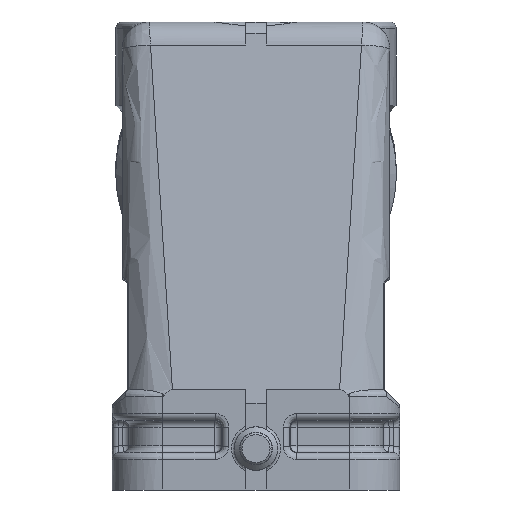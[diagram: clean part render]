
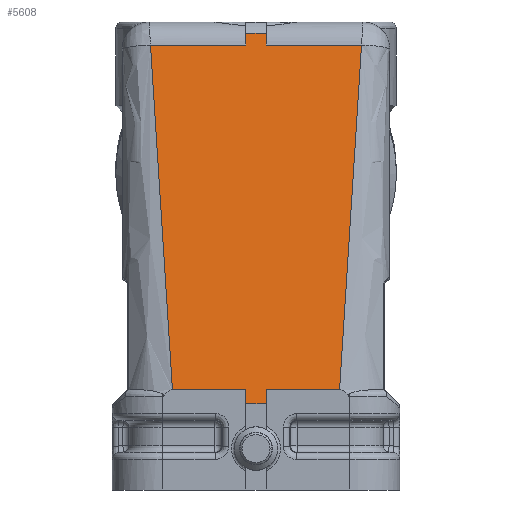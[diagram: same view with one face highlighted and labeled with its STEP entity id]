
A CAD part, left-side view. The second image highlights one B-rep face of the part: STEP entity #5608.
In plain terms, the highlighted planar face has unit normal (-0.99, 0, 0.139).
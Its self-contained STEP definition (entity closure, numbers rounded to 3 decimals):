
#5608=ADVANCED_FACE('',(#6365),#5856,.T.);
#5856=PLANE('',#14841);
#6365=FACE_OUTER_BOUND('',#6965,.T.);
#6965=EDGE_LOOP('',(#11262,#11263,#11264,#11265,#11266,#11267,#11268,#11269,
#11270,#11271,#11272,#11273));
#7079=LINE('',#17481,#7771);
#7087=LINE('',#17553,#7779);
#7108=LINE('',#17735,#7800);
#7118=LINE('',#17814,#7810);
#7688=LINE('',#25524,#8438);
#7689=LINE('',#25531,#8439);
#7690=LINE('',#25534,#8440);
#7691=LINE('',#25536,#8441);
#7692=LINE('',#25538,#8442);
#7693=LINE('',#25539,#8443);
#7694=LINE('',#25540,#8444);
#7695=LINE('',#25542,#8445);
#7771=VECTOR('',#15000,1.);
#7779=VECTOR('',#15024,1.);
#7800=VECTOR('',#15067,1.);
#7810=VECTOR('',#15081,1.);
#8438=VECTOR('',#17097,1.);
#8439=VECTOR('',#17098,1.);
#8440=VECTOR('',#17099,1.);
#8441=VECTOR('',#17100,1.);
#8442=VECTOR('',#17101,1.);
#8443=VECTOR('',#17102,1.);
#8444=VECTOR('',#17103,1.);
#8445=VECTOR('',#17104,1.);
#11262=ORIENTED_EDGE('',*,*,#13892,.T.);
#11263=ORIENTED_EDGE('',*,*,#13893,.F.);
#11264=ORIENTED_EDGE('',*,*,#13894,.T.);
#11265=ORIENTED_EDGE('',*,*,#13895,.T.);
#11266=ORIENTED_EDGE('',*,*,#12692,.T.);
#11267=ORIENTED_EDGE('',*,*,#13891,.T.);
#11268=ORIENTED_EDGE('',*,*,#12677,.T.);
#11269=ORIENTED_EDGE('',*,*,#12640,.T.);
#11270=ORIENTED_EDGE('',*,*,#13896,.T.);
#11271=ORIENTED_EDGE('',*,*,#12624,.F.);
#11272=ORIENTED_EDGE('',*,*,#13897,.T.);
#11273=ORIENTED_EDGE('',*,*,#13898,.T.);
#11725=VERTEX_POINT('',#17482);
#11726=VERTEX_POINT('',#17483);
#11741=VERTEX_POINT('',#17552);
#11742=VERTEX_POINT('',#17554);
#11774=VERTEX_POINT('',#17736);
#11787=VERTEX_POINT('',#17813);
#11788=VERTEX_POINT('',#17815);
#12528=VERTEX_POINT('',#25532);
#12529=VERTEX_POINT('',#25533);
#12530=VERTEX_POINT('',#25535);
#12531=VERTEX_POINT('',#25537);
#12532=VERTEX_POINT('',#25541);
#12624=EDGE_CURVE('',#11725,#11726,#7079,.T.);
#12640=EDGE_CURVE('',#11742,#11741,#7087,.T.);
#12677=EDGE_CURVE('',#11774,#11742,#7108,.T.);
#12692=EDGE_CURVE('',#11788,#11787,#7118,.T.);
#13891=EDGE_CURVE('',#11787,#11774,#7688,.T.);
#13892=EDGE_CURVE('',#12528,#12529,#7689,.T.);
#13893=EDGE_CURVE('',#12530,#12529,#7690,.T.);
#13894=EDGE_CURVE('',#12530,#12531,#7691,.T.);
#13895=EDGE_CURVE('',#12531,#11788,#7692,.T.);
#13896=EDGE_CURVE('',#11741,#11726,#7693,.T.);
#13897=EDGE_CURVE('',#11725,#12532,#7694,.T.);
#13898=EDGE_CURVE('',#12532,#12528,#7695,.T.);
#14841=AXIS2_PLACEMENT_3D('',#25543,#17105,#17106);
#15000=DIRECTION('',(0.139,0.,0.99));
#15024=DIRECTION('',(0.139,0.,0.99));
#15067=DIRECTION('',(0.,1.,0.));
#15081=DIRECTION('',(0.,-1.,0.));
#17097=DIRECTION('',(0.139,-0.063,0.988));
#17098=DIRECTION('',(0.,-1.,0.));
#17099=DIRECTION('',(0.139,0.,0.99));
#17100=DIRECTION('',(0.,-1.,0.));
#17101=DIRECTION('',(0.139,0.,0.99));
#17102=DIRECTION('',(0.,1.,0.));
#17103=DIRECTION('',(0.,1.,0.));
#17104=DIRECTION('',(-0.139,-0.063,-0.988));
#17105=DIRECTION('',(-0.99,0.,0.139));
#17106=DIRECTION('',(-0.139,0.,-0.99));
#17481=CARTESIAN_POINT('',(-22.79,1.5,66.298));
#17482=CARTESIAN_POINT('',(-22.754,1.5,66.557));
#17483=CARTESIAN_POINT('',(-22.506,1.5,68.32));
#17552=CARTESIAN_POINT('',(-22.506,-1.5,68.32));
#17553=CARTESIAN_POINT('',(-22.79,-1.5,66.298));
#17554=CARTESIAN_POINT('',(-22.754,-1.5,66.557));
#17735=CARTESIAN_POINT('',(-22.754,-15.781,66.557));
#17736=CARTESIAN_POINT('',(-22.754,-15.781,66.557));
#17813=CARTESIAN_POINT('',(-30.,-12.5,15.));
#17814=CARTESIAN_POINT('',(-30.,12.5,15.));
#17815=CARTESIAN_POINT('',(-30.,-1.5,15.));
#25524=CARTESIAN_POINT('',(-30.,-12.5,15.));
#25531=CARTESIAN_POINT('',(-30.,12.5,15.));
#25532=CARTESIAN_POINT('',(-30.,12.5,15.));
#25533=CARTESIAN_POINT('',(-30.,1.5,15.));
#25534=CARTESIAN_POINT('',(-22.79,1.5,66.298));
#25535=CARTESIAN_POINT('',(-30.3,1.5,12.865));
#25536=CARTESIAN_POINT('',(-30.3,48.,12.865));
#25537=CARTESIAN_POINT('',(-30.3,-1.5,12.865));
#25538=CARTESIAN_POINT('',(-22.79,-1.5,66.298));
#25539=CARTESIAN_POINT('',(-22.506,1.5,68.32));
#25540=CARTESIAN_POINT('',(-22.754,-15.781,66.557));
#25541=CARTESIAN_POINT('',(-22.754,15.781,66.557));
#25542=CARTESIAN_POINT('',(-22.754,15.781,66.557));
#25543=CARTESIAN_POINT('',(-21.87,16.781,72.849));
